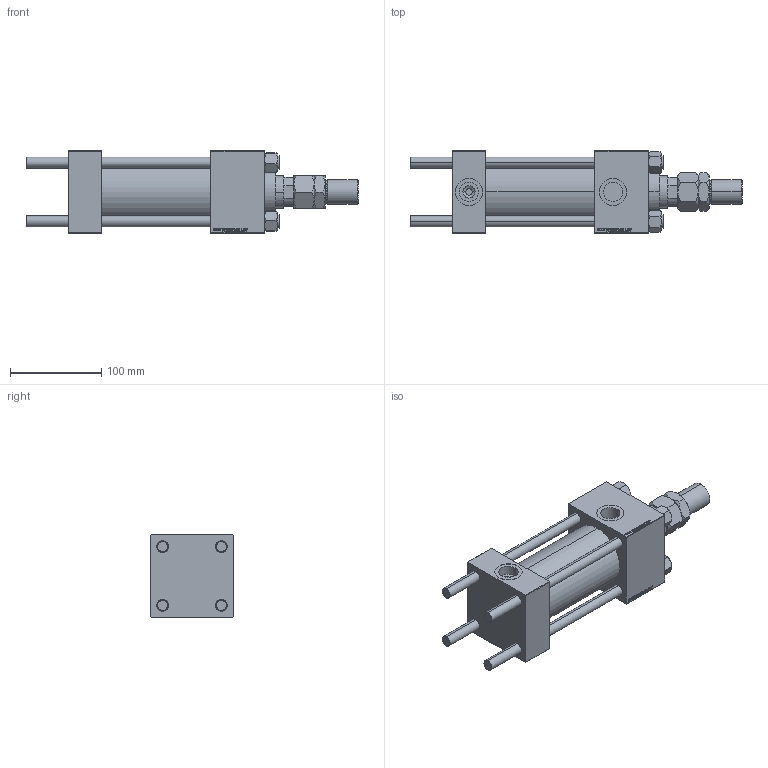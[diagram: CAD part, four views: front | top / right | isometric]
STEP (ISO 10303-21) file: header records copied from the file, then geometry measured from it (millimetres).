
FILE_DESCRIPTION (( 'STEP AP203' ), '1' );
FILE_NAME ('2516.STEP', '2022-04-15T08:47:19', ( '' ), ( '' ), 'SwSTEP 2.0', 'SolidWorks 2019', '' );
FILE_SCHEMA (( 'CONFIG_CONTROL_DESIGN' ));
Length unit declared in the file: millimetre
Products named in the file (7): V215CR_VCP f3e495ee415b60bbb7d509f0f07fb63a; CR025_012_A_0_G_A_G_M_020_+#_##_TYCINKA f3e495ee415b60bbb7d509f0f07fb63a; 2516; V215_VC_A f3e495ee415b60bbb7d509f0f07fb63a; V215CR_BODY_A f3e495ee415b60bbb7d509f0f07fb63a; NUT_M5 f3e495ee415b60bbb7d509f0f07fb63a; MTA f3e495ee415b60bbb7d509f0f07fb63a
Assembly tree (12 placements, depth 2):
  2516
    V215CR_BODY_A f3e495ee415b60bbb7d509f0f07fb63a
    CR025_012_A_0_G_A_G_M_020_+#_##_TYCINKA f3e495ee415b60bbb7d509f0f07fb63a  x4
    NUT_M5 f3e495ee415b60bbb7d509f0f07fb63a  x4
    V215CR_VCP f3e495ee415b60bbb7d509f0f07fb63a
    V215_VC_A f3e495ee415b60bbb7d509f0f07fb63a
    MTA f3e495ee415b60bbb7d509f0f07fb63a
Bounding box: 363 x 90 x 90 mm (x, y, z)
Volume: 1186038.9 mm3; surface area: 250621.5 mm2
Topology: 12 solids, 12 shells, 1189 faces, 2963 edges, 1912 vertices
Faces by surface type: plane 537, bspline 392, cone 164, cylinder 86, torus 10
Entity records: 51604 total; most frequent: CARTESIAN_POINT 27576, ORIENTED_EDGE 5418, DIRECTION 3457, EDGE_CURVE 2709, VERTEX_POINT 1768, LINE 1607, VECTOR 1607, EDGE_LOOP 1201
